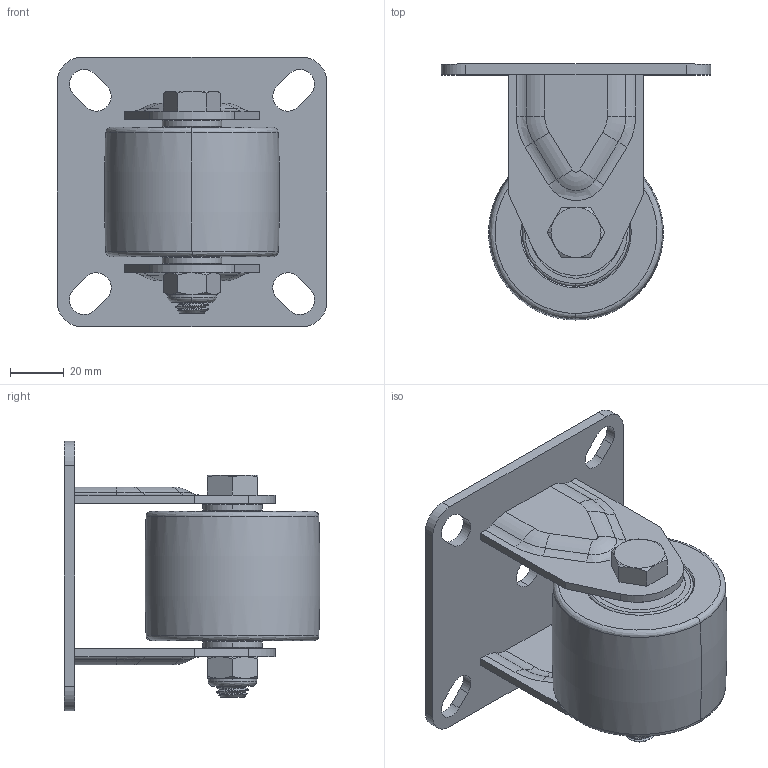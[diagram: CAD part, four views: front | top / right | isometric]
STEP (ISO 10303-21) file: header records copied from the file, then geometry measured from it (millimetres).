
FILE_DESCRIPTION (( 'STEP AP214' ), '1' );
FILE_NAME ('0054897.step', '2022-11-15T13:32:44', ( '' ), ( '' ), 'SwSTEP 2.0', 'SolidWorks 2020', '' );
FILE_SCHEMA (( 'AUTOMOTIVE_DESIGN' ));
Length unit declared in the file: millimetre
Products named in the file (1): 0054897
Bounding box: 100 x 94.95 x 100 mm (x, y, z)
Volume: 200917.5 mm3; surface area: 66769.4 mm2
Topology: 1 solids, 4 shells, 705 faces, 1959 edges, 1293 vertices
Faces by surface type: plane 459, cylinder 132, cone 52, bspline 50, torus 12
Entity records: 31407 total; most frequent: CARTESIAN_POINT 13526, ORIENTED_EDGE 3918, DIRECTION 3288, EDGE_CURVE 1959, VECTOR 1404, LINE 1404, VERTEX_POINT 1293, AXIS2_PLACEMENT_3D 942
